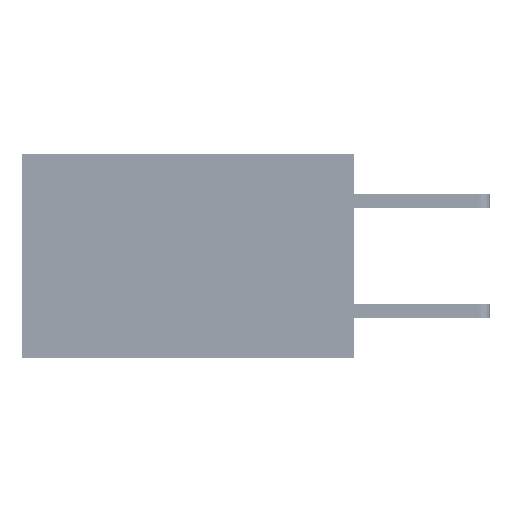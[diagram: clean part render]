
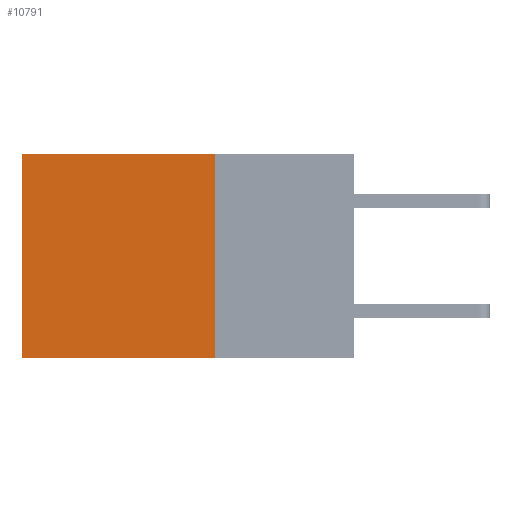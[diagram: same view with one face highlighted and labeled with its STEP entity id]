
A CAD part, left-side view. The second image highlights one B-rep face of the part: STEP entity #10791.
In plain terms, the highlighted planar face has unit normal (-1, 0, 0).
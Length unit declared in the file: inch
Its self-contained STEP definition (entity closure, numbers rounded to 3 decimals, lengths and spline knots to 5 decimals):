
#78 = ORIENTED_EDGE ( 'NONE', *, *, #29197, .F. ) ;
#1433 = EDGE_CURVE ( 'NONE', #32423, #22706, #25610, .T. ) ;
#2964 = EDGE_CURVE ( 'NONE', #11638, #32423, #8262, .T. ) ;
#3442 = CARTESIAN_POINT ( 'NONE',  ( 0.2875, 0.25, 0. ) ) ;
#4836 = CARTESIAN_POINT ( 'NONE',  ( 0.2875, 0.25, 0. ) ) ;
#6151 = VERTEX_POINT ( 'NONE', #9047 ) ;
#6952 = EDGE_LOOP ( 'NONE', ( #14765, #78, #34762, #16683 ) ) ;
#7370 = DIRECTION ( 'NONE',  ( 0., 0., -1. ) ) ;
#7979 = AXIS2_PLACEMENT_3D ( 'NONE', #4836, #27509, #8050 ) ;
#8050 = DIRECTION ( 'NONE',  ( 0., 0., -1. ) ) ;
#8262 = LINE ( 'NONE', #37070, #33112 ) ;
#9047 = CARTESIAN_POINT ( 'NONE',  ( 0.2875, 0.25, -0.37 ) ) ;
#9938 = CARTESIAN_POINT ( 'NONE',  ( 0.2875, 0.6, 0. ) ) ;
#10791 = ADVANCED_FACE ( 'NONE', ( #18034 ), #40343, .F. ) ;
#11638 = VERTEX_POINT ( 'NONE', #25161 ) ;
#14765 = ORIENTED_EDGE ( 'NONE', *, *, #1433, .T. ) ;
#16683 = ORIENTED_EDGE ( 'NONE', *, *, #2964, .T. ) ;
#16996 = VECTOR ( 'NONE', #32639, 39.37008 ) ;
#16999 = LINE ( 'NONE', #3442, #24592 ) ;
#18034 = FACE_OUTER_BOUND ( 'NONE', #6952, .T. ) ;
#20637 = CARTESIAN_POINT ( 'NONE',  ( 0.2875, 0.25, -0.37 ) ) ;
#20977 = VECTOR ( 'NONE', #40013, 39.37008 ) ;
#22706 = VERTEX_POINT ( 'NONE', #41858 ) ;
#24189 = EDGE_CURVE ( 'NONE', #11638, #6151, #16999, .T. ) ;
#24592 = VECTOR ( 'NONE', #7370, 39.37008 ) ;
#25161 = CARTESIAN_POINT ( 'NONE',  ( 0.2875, 0.25, 0. ) ) ;
#25610 = LINE ( 'NONE', #9938, #16996 ) ;
#27509 = DIRECTION ( 'NONE',  ( 1., 0., 0. ) ) ;
#29197 = EDGE_CURVE ( 'NONE', #6151, #22706, #29580, .T. ) ;
#29580 = LINE ( 'NONE', #20637, #20977 ) ;
#30523 = CARTESIAN_POINT ( 'NONE',  ( 0.2875, 0.6, 0. ) ) ;
#32423 = VERTEX_POINT ( 'NONE', #30523 ) ;
#32639 = DIRECTION ( 'NONE',  ( 0., 0., -1. ) ) ;
#33112 = VECTOR ( 'NONE', #40304, 39.37008 ) ;
#34762 = ORIENTED_EDGE ( 'NONE', *, *, #24189, .F. ) ;
#37070 = CARTESIAN_POINT ( 'NONE',  ( 0.2875, 0.25, 0. ) ) ;
#40013 = DIRECTION ( 'NONE',  ( 0., 1., 0. ) ) ;
#40304 = DIRECTION ( 'NONE',  ( 0., 1., 0. ) ) ;
#40343 = PLANE ( 'NONE',  #7979 ) ;
#41858 = CARTESIAN_POINT ( 'NONE',  ( 0.2875, 0.6, -0.37 ) ) ;
